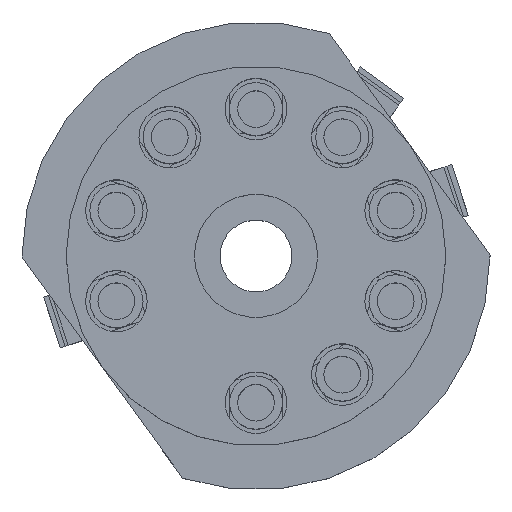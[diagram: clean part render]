
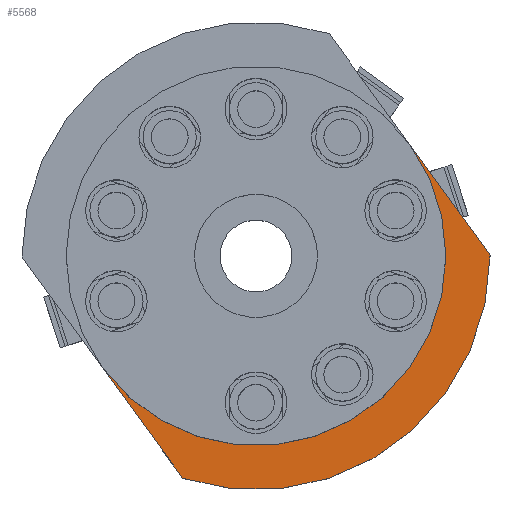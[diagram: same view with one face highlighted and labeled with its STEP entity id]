
A CAD part, top view. The second image highlights one B-rep face of the part: STEP entity #5568.
In plain terms, the highlighted planar face has unit normal (0, 0, 1).
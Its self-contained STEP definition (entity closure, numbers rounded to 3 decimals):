
#3788 = EDGE_CURVE('',#3789,#3791,#3793,.T.);
#3789 = VERTEX_POINT('',#3790);
#3790 = CARTESIAN_POINT('',(7.483,15.587,5.7));
#3791 = VERTEX_POINT('',#3792);
#3792 = CARTESIAN_POINT('',(11.394,10.204,5.7));
#3793 = LINE('',#3794,#3795);
#3794 = CARTESIAN_POINT('',(0.783,24.81,5.7));
#3795 = VECTOR('',#3796,1.);
#3796 = DIRECTION('',(0.588,-0.809,0.));
#3821 = VERTEX_POINT('',#3822);
#3822 = CARTESIAN_POINT('',(11.4,10.15,5.7));
#3828 = EDGE_CURVE('',#3821,#3791,#3829,.T.);
#3829 = LINE('',#3830,#3831);
#3830 = CARTESIAN_POINT('',(11.4,10.15,5.7));
#3831 = VECTOR('',#3832,1.);
#3832 = DIRECTION('',(-0.105,0.995,0.));
#3844 = VERTEX_POINT('',#3845);
#3845 = CARTESIAN_POINT('',(11.151,7.78,5.7));
#3851 = EDGE_CURVE('',#3844,#3821,#3852,.T.);
#3852 = LINE('',#3853,#3854);
#3853 = CARTESIAN_POINT('',(11.151,7.78,5.7));
#3854 = VECTOR('',#3855,1.);
#3855 = DIRECTION('',(0.105,0.995,0.));
#3868 = VERTEX_POINT('',#3869);
#3869 = CARTESIAN_POINT('',(10.414,5.513,5.7));
#3875 = EDGE_CURVE('',#3868,#3844,#3876,.T.);
#3876 = LINE('',#3877,#3878);
#3877 = CARTESIAN_POINT('',(10.414,5.513,5.7));
#3878 = VECTOR('',#3879,1.);
#3879 = DIRECTION('',(0.309,0.951,0.));
#3892 = VERTEX_POINT('',#3893);
#3893 = CARTESIAN_POINT('',(9.223,3.449,5.7));
#3899 = EDGE_CURVE('',#3892,#3868,#3900,.T.);
#3900 = LINE('',#3901,#3902);
#3901 = CARTESIAN_POINT('',(9.223,3.449,5.7));
#3902 = VECTOR('',#3903,1.);
#3903 = DIRECTION('',(0.5,0.866,0.));
#3916 = VERTEX_POINT('',#3917);
#3917 = CARTESIAN_POINT('',(7.628,1.678,5.7));
#3923 = EDGE_CURVE('',#3916,#3892,#3924,.T.);
#3924 = LINE('',#3925,#3926);
#3925 = CARTESIAN_POINT('',(7.628,1.678,5.7));
#3926 = VECTOR('',#3927,1.);
#3927 = DIRECTION('',(0.669,0.743,0.));
#3940 = VERTEX_POINT('',#3941);
#3941 = CARTESIAN_POINT('',(5.7,0.277,5.7));
#3947 = EDGE_CURVE('',#3940,#3916,#3948,.T.);
#3948 = LINE('',#3949,#3950);
#3949 = CARTESIAN_POINT('',(5.7,0.277,5.7));
#3950 = VECTOR('',#3951,1.);
#3951 = DIRECTION('',(0.809,0.588,0.));
#3964 = VERTEX_POINT('',#3965);
#3965 = CARTESIAN_POINT('',(3.523,-0.692,5.7));
#3971 = EDGE_CURVE('',#3964,#3940,#3972,.T.);
#3972 = LINE('',#3973,#3974);
#3973 = CARTESIAN_POINT('',(3.523,-0.692,5.7));
#3974 = VECTOR('',#3975,1.);
#3975 = DIRECTION('',(0.914,0.407,0.));
#3988 = VERTEX_POINT('',#3989);
#3989 = CARTESIAN_POINT('',(1.192,-1.188,5.7));
#3995 = EDGE_CURVE('',#3988,#3964,#3996,.T.);
#3996 = LINE('',#3997,#3998);
#3997 = CARTESIAN_POINT('',(1.192,-1.188,5.7));
#3998 = VECTOR('',#3999,1.);
#3999 = DIRECTION('',(0.978,0.208,0.));
#4012 = VERTEX_POINT('',#4013);
#4013 = CARTESIAN_POINT('',(-1.192,-1.188,5.7));
#4019 = EDGE_CURVE('',#4012,#3988,#4020,.T.);
#4020 = LINE('',#4021,#4022);
#4021 = CARTESIAN_POINT('',(-1.192,-1.188,5.7));
#4022 = VECTOR('',#4023,1.);
#4023 = DIRECTION('',(1.,0.,0.));
#4036 = VERTEX_POINT('',#4037);
#4037 = CARTESIAN_POINT('',(-3.523,-0.692,5.7));
#4043 = EDGE_CURVE('',#4036,#4012,#4044,.T.);
#4044 = LINE('',#4045,#4046);
#4045 = CARTESIAN_POINT('',(-3.523,-0.692,5.7));
#4046 = VECTOR('',#4047,1.);
#4047 = DIRECTION('',(0.978,-0.208,0.));
#4061 = VERTEX_POINT('',#4062);
#4062 = CARTESIAN_POINT('',(-3.573,-0.67,5.7));
#4068 = EDGE_CURVE('',#4061,#4036,#4069,.T.);
#4069 = LINE('',#4070,#4071);
#4070 = CARTESIAN_POINT('',(-5.7,0.277,5.7));
#4071 = VECTOR('',#4072,1.);
#4072 = DIRECTION('',(0.914,-0.407,0.));
#4083 = EDGE_CURVE('',#4084,#4061,#4086,.T.);
#4084 = VERTEX_POINT('',#4085);
#4085 = CARTESIAN_POINT('',(-7.483,4.713,5.7));
#4086 = LINE('',#4087,#4088);
#4087 = CARTESIAN_POINT('',(-14.184,13.936,5.7));
#4088 = VECTOR('',#4089,1.);
#4089 = DIRECTION('',(0.588,-0.809,0.));
#5568 = ADVANCED_FACE('',(#5569),#5702,.T.);
#5569 = FACE_BOUND('',#5570,.T.);
#5570 = EDGE_LOOP('',(#5571,#5572,#5580,#5588,#5596,#5604,#5612,#5620,
    #5628,#5636,#5644,#5652,#5660,#5668,#5676,#5684,#5690,#5691,#5692,
    #5693,#5694,#5695,#5696,#5697,#5698,#5699,#5700,#5701));
#5571 = ORIENTED_EDGE('',*,*,#3788,.F.);
#5572 = ORIENTED_EDGE('',*,*,#5573,.F.);
#5573 = EDGE_CURVE('',#5574,#3789,#5576,.T.);
#5574 = VERTEX_POINT('',#5575);
#5575 = CARTESIAN_POINT('',(8.45,13.912,5.7));
#5576 = LINE('',#5577,#5578);
#5577 = CARTESIAN_POINT('',(5.132,19.659,5.7));
#5578 = VECTOR('',#5579,1.);
#5579 = DIRECTION('',(-0.5,0.866,0.));
#5580 = ORIENTED_EDGE('',*,*,#5581,.F.);
#5581 = EDGE_CURVE('',#5582,#5574,#5584,.T.);
#5582 = VERTEX_POINT('',#5583);
#5583 = CARTESIAN_POINT('',(9.048,12.073,5.7));
#5584 = LINE('',#5585,#5586);
#5585 = CARTESIAN_POINT('',(6.782,19.048,5.7));
#5586 = VECTOR('',#5587,1.);
#5587 = DIRECTION('',(-0.309,0.951,0.));
#5588 = ORIENTED_EDGE('',*,*,#5589,.F.);
#5589 = EDGE_CURVE('',#5590,#5582,#5592,.T.);
#5590 = VERTEX_POINT('',#5591);
#5591 = CARTESIAN_POINT('',(9.25,10.15,5.7));
#5592 = LINE('',#5593,#5594);
#5593 = CARTESIAN_POINT('',(8.442,17.84,5.7));
#5594 = VECTOR('',#5595,1.);
#5595 = DIRECTION('',(-0.105,0.995,0.));
#5596 = ORIENTED_EDGE('',*,*,#5597,.F.);
#5597 = EDGE_CURVE('',#5598,#5590,#5600,.T.);
#5598 = VERTEX_POINT('',#5599);
#5599 = CARTESIAN_POINT('',(9.048,8.227,5.7));
#5600 = LINE('',#5601,#5602);
#5601 = CARTESIAN_POINT('',(9.865,15.998,5.7));
#5602 = VECTOR('',#5603,1.);
#5603 = DIRECTION('',(0.105,0.995,0.));
#5604 = ORIENTED_EDGE('',*,*,#5605,.F.);
#5605 = EDGE_CURVE('',#5606,#5598,#5608,.T.);
#5606 = VERTEX_POINT('',#5607);
#5607 = CARTESIAN_POINT('',(8.45,6.388,5.7));
#5608 = LINE('',#5609,#5610);
#5609 = CARTESIAN_POINT('',(10.791,13.592,5.7));
#5610 = VECTOR('',#5611,1.);
#5611 = DIRECTION('',(0.309,0.951,0.));
#5612 = ORIENTED_EDGE('',*,*,#5613,.F.);
#5613 = EDGE_CURVE('',#5614,#5606,#5616,.T.);
#5614 = VERTEX_POINT('',#5615);
#5615 = CARTESIAN_POINT('',(7.483,4.713,5.7));
#5616 = LINE('',#5617,#5618);
#5617 = CARTESIAN_POINT('',(10.997,10.799,5.7));
#5618 = VECTOR('',#5619,1.);
#5619 = DIRECTION('',(0.5,0.866,0.));
#5620 = ORIENTED_EDGE('',*,*,#5621,.F.);
#5621 = EDGE_CURVE('',#5622,#5614,#5624,.T.);
#5622 = VERTEX_POINT('',#5623);
#5623 = CARTESIAN_POINT('',(6.189,3.276,5.7));
#5624 = LINE('',#5625,#5626);
#5625 = CARTESIAN_POINT('',(10.333,7.878,5.7));
#5626 = VECTOR('',#5627,1.);
#5627 = DIRECTION('',(0.669,0.743,0.));
#5628 = ORIENTED_EDGE('',*,*,#5629,.F.);
#5629 = EDGE_CURVE('',#5630,#5622,#5632,.T.);
#5630 = VERTEX_POINT('',#5631);
#5631 = CARTESIAN_POINT('',(4.625,2.139,5.7));
#5632 = LINE('',#5633,#5634);
#5633 = CARTESIAN_POINT('',(8.758,5.142,5.7));
#5634 = VECTOR('',#5635,1.);
#5635 = DIRECTION('',(0.809,0.588,0.));
#5636 = ORIENTED_EDGE('',*,*,#5637,.F.);
#5637 = EDGE_CURVE('',#5638,#5630,#5640,.T.);
#5638 = VERTEX_POINT('',#5639);
#5639 = CARTESIAN_POINT('',(2.858,1.353,5.7));
#5640 = LINE('',#5641,#5642);
#5641 = CARTESIAN_POINT('',(6.35,2.907,5.7));
#5642 = VECTOR('',#5643,1.);
#5643 = DIRECTION('',(0.914,0.407,0.));
#5644 = ORIENTED_EDGE('',*,*,#5645,.F.);
#5645 = EDGE_CURVE('',#5646,#5638,#5648,.T.);
#5646 = VERTEX_POINT('',#5647);
#5647 = CARTESIAN_POINT('',(0.967,0.951,5.7));
#5648 = LINE('',#5649,#5650);
#5649 = CARTESIAN_POINT('',(3.305,1.448,5.7));
#5650 = VECTOR('',#5651,1.);
#5651 = DIRECTION('',(0.978,0.208,0.));
#5652 = ORIENTED_EDGE('',*,*,#5653,.F.);
#5653 = EDGE_CURVE('',#5654,#5646,#5656,.T.);
#5654 = VERTEX_POINT('',#5655);
#5655 = CARTESIAN_POINT('',(-0.967,0.951,5.7));
#5656 = LINE('',#5657,#5658);
#5657 = CARTESIAN_POINT('',(-0.092,0.951,5.7));
#5658 = VECTOR('',#5659,1.);
#5659 = DIRECTION('',(1.,0.,0.));
#5660 = ORIENTED_EDGE('',*,*,#5661,.F.);
#5661 = EDGE_CURVE('',#5662,#5654,#5664,.T.);
#5662 = VERTEX_POINT('',#5663);
#5663 = CARTESIAN_POINT('',(-2.858,1.353,5.7));
#5664 = LINE('',#5665,#5666);
#5665 = CARTESIAN_POINT('',(-3.502,1.489,5.7));
#5666 = VECTOR('',#5667,1.);
#5667 = DIRECTION('',(0.978,-0.208,0.));
#5668 = ORIENTED_EDGE('',*,*,#5669,.F.);
#5669 = EDGE_CURVE('',#5670,#5662,#5672,.T.);
#5670 = VERTEX_POINT('',#5671);
#5671 = CARTESIAN_POINT('',(-4.625,2.139,5.7));
#5672 = LINE('',#5673,#5674);
#5673 = CARTESIAN_POINT('',(-6.58,3.01,5.7));
#5674 = VECTOR('',#5675,1.);
#5675 = DIRECTION('',(0.914,-0.407,0.));
#5676 = ORIENTED_EDGE('',*,*,#5677,.F.);
#5677 = EDGE_CURVE('',#5678,#5670,#5680,.T.);
#5678 = VERTEX_POINT('',#5679);
#5679 = CARTESIAN_POINT('',(-6.189,3.276,5.7));
#5680 = LINE('',#5681,#5682);
#5681 = CARTESIAN_POINT('',(-9.028,5.338,5.7));
#5682 = VECTOR('',#5683,1.);
#5683 = DIRECTION('',(0.809,-0.588,0.));
#5684 = ORIENTED_EDGE('',*,*,#5685,.F.);
#5685 = EDGE_CURVE('',#4084,#5678,#5686,.T.);
#5686 = LINE('',#5687,#5688);
#5687 = CARTESIAN_POINT('',(-10.63,8.207,5.7));
#5688 = VECTOR('',#5689,1.);
#5689 = DIRECTION('',(0.669,-0.743,0.));
#5690 = ORIENTED_EDGE('',*,*,#4083,.T.);
#5691 = ORIENTED_EDGE('',*,*,#4068,.T.);
#5692 = ORIENTED_EDGE('',*,*,#4043,.T.);
#5693 = ORIENTED_EDGE('',*,*,#4019,.T.);
#5694 = ORIENTED_EDGE('',*,*,#3995,.T.);
#5695 = ORIENTED_EDGE('',*,*,#3971,.T.);
#5696 = ORIENTED_EDGE('',*,*,#3947,.T.);
#5697 = ORIENTED_EDGE('',*,*,#3923,.T.);
#5698 = ORIENTED_EDGE('',*,*,#3899,.T.);
#5699 = ORIENTED_EDGE('',*,*,#3875,.T.);
#5700 = ORIENTED_EDGE('',*,*,#3851,.T.);
#5701 = ORIENTED_EDGE('',*,*,#3828,.T.);
#5702 = PLANE('',#5703);
#5703 = AXIS2_PLACEMENT_3D('',#5704,#5705,#5706);
#5704 = CARTESIAN_POINT('',(0.783,24.81,5.7));
#5705 = DIRECTION('',(0.,0.,1.));
#5706 = DIRECTION('',(-0.809,-0.588,0.));
